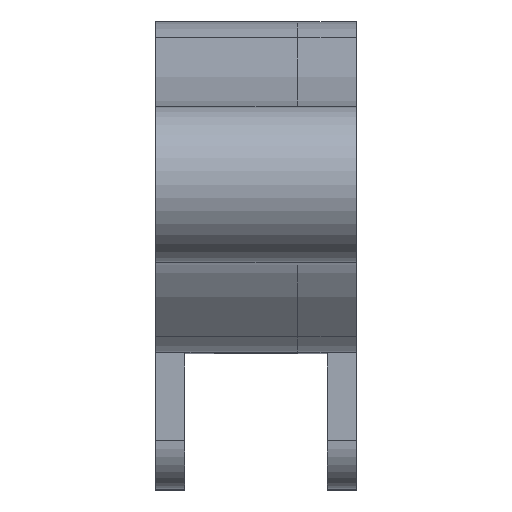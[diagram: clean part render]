
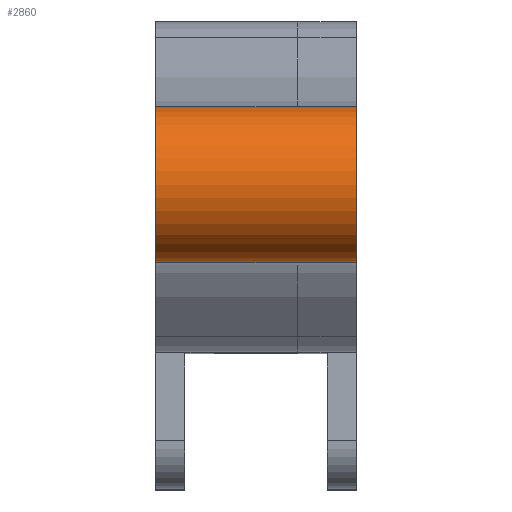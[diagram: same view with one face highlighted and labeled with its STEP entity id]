
A CAD part, top view. The second image highlights one B-rep face of the part: STEP entity #2860.
In plain terms, the highlighted cylindrical face has radius 8 mm (diameter 16 mm), a partial arc.
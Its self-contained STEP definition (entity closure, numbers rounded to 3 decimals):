
#266=FACE_OUTER_BOUND('',#455,.T.);
#455=EDGE_LOOP('',(#2421,#2422,#2423,#2424));
#735=LINE('',#4598,#1010);
#736=LINE('',#4599,#1011);
#1010=VECTOR('',#3752,10.);
#1011=VECTOR('',#3753,10.);
#1148=CIRCLE('',#3077,8.);
#1158=CIRCLE('',#3097,8.);
#1385=VERTEX_POINT('',#4550);
#1386=VERTEX_POINT('',#4552);
#1397=VERTEX_POINT('',#4592);
#1398=VERTEX_POINT('',#4594);
#1735=EDGE_CURVE('',#1385,#1386,#1148,.T.);
#1755=EDGE_CURVE('',#1397,#1398,#1158,.T.);
#1757=EDGE_CURVE('',#1386,#1397,#735,.T.);
#1758=EDGE_CURVE('',#1398,#1385,#736,.T.);
#2421=ORIENTED_EDGE('',*,*,#1757,.F.);
#2422=ORIENTED_EDGE('',*,*,#1735,.F.);
#2423=ORIENTED_EDGE('',*,*,#1758,.F.);
#2424=ORIENTED_EDGE('',*,*,#1755,.F.);
#2732=CYLINDRICAL_SURFACE('',#3098,8.);
#2860=ADVANCED_FACE('',(#266),#2732,.T.);
#3077=AXIS2_PLACEMENT_3D('',#4553,#3697,#3698);
#3097=AXIS2_PLACEMENT_3D('',#4595,#3747,#3748);
#3098=AXIS2_PLACEMENT_3D('',#4597,#3750,#3751);
#3697=DIRECTION('center_axis',(1.,0.,0.));
#3698=DIRECTION('ref_axis',(0.,1.,0.));
#3747=DIRECTION('center_axis',(-1.,0.,0.));
#3748=DIRECTION('ref_axis',(0.,1.,0.));
#3750=DIRECTION('center_axis',(1.,0.,0.));
#3751=DIRECTION('ref_axis',(0.,1.,0.));
#3752=DIRECTION('',(-1.,0.,0.));
#3753=DIRECTION('',(1.,0.,0.));
#4550=CARTESIAN_POINT('',(10.3,8.,160.));
#4552=CARTESIAN_POINT('',(10.3,-8.,160.));
#4553=CARTESIAN_POINT('Origin',(10.3,0.,160.));
#4592=CARTESIAN_POINT('',(-10.3,-8.,160.));
#4594=CARTESIAN_POINT('',(-10.3,8.,160.));
#4595=CARTESIAN_POINT('Origin',(-10.3,0.,160.));
#4597=CARTESIAN_POINT('Origin',(0.,0.,160.));
#4598=CARTESIAN_POINT('',(0.,-8.,160.));
#4599=CARTESIAN_POINT('',(0.,8.,160.));
